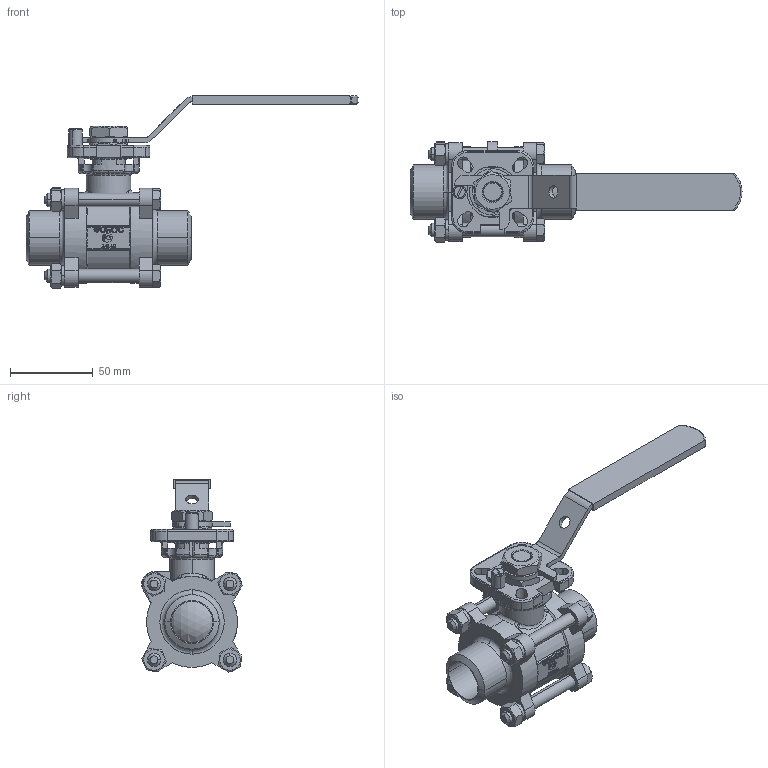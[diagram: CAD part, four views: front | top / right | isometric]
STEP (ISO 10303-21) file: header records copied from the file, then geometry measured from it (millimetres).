
FILE_DESCRIPTION((''),'2;1');
FILE_NAME('ÔÁ39 320 025 700.stp','2012-02-16T10:38:56',('Ãîíòàðåâ ÏÃ'),(''),'Autodesk Inventor 9','Autodesk Inventor 9','');
FILE_SCHEMA(('AUTOMOTIVE_DESIGN { 1 0 10303 214 1 1 1 1 }'));
Length unit declared in the file: millimetre
Products named in the file (1): 埡39 320 025 700
Bounding box: 200.98 x 60.92 x 116.48 mm (x, y, z)
Volume: 140595.1 mm3; surface area: 77287.5 mm2
Topology: 5 solids, 10 shells, 1001 faces, 2751 edges, 1797 vertices
Faces by surface type: plane 415, cylinder 227, bspline 217, cone 108, torus 32, sphere 2
Entity records: 36692 total; most frequent: CARTESIAN_POINT 12256, ORIENTED_EDGE 5492, DIRECTION 4669, EDGE_CURVE 2746, VERTEX_POINT 1795, AXIS2_PLACEMENT_3D 1679, VECTOR 1311, LINE 1311
